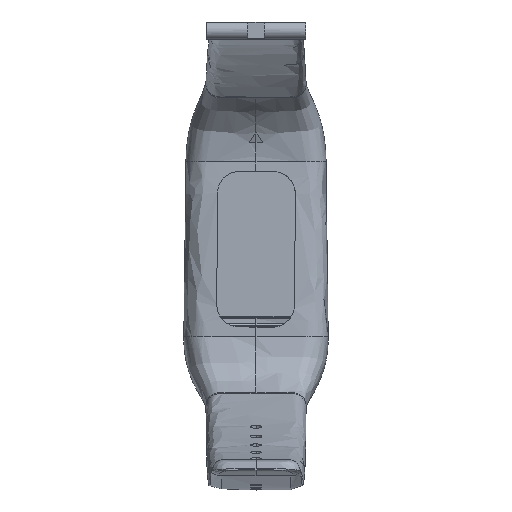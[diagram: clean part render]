
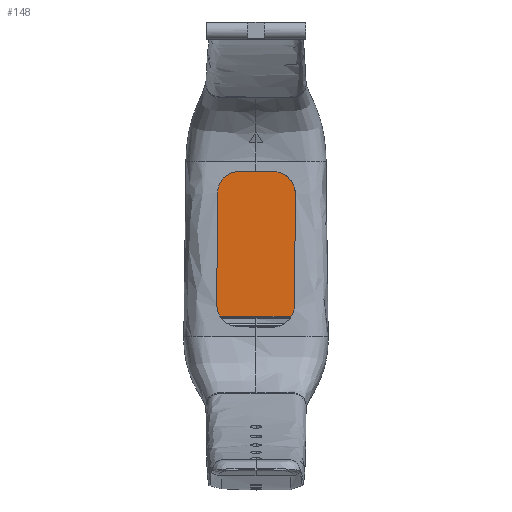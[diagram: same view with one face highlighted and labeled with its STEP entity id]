
A CAD part, front view. The second image highlights one B-rep face of the part: STEP entity #148.
In plain terms, the highlighted planar face has unit normal (0, -1, -0.009).
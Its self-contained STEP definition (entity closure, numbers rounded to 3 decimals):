
#146 = VECTOR ( 'NONE', #14411, 1000. ) ;
#148 = ADVANCED_FACE ( 'NONE', ( #11342 ), #23702, .F. ) ;
#316 = DIRECTION ( 'NONE',  ( 0., 1., 0.009 ) ) ;
#1435 = EDGE_CURVE ( 'NONE', #20939, #7368, #17411, .T. ) ;
#1655 = DIRECTION ( 'NONE',  ( 0., -0.009, 1. ) ) ;
#2969 = CARTESIAN_POINT ( 'NONE',  ( 11.8, 4.167, 20.017 ) ) ;
#3656 = EDGE_CURVE ( 'NONE', #16984, #20939, #14978, .T. ) ;
#4034 = LINE ( 'NONE', #14509, #6779 ) ;
#4378 = EDGE_CURVE ( 'NONE', #16376, #16984, #8928, .T. ) ;
#4439 = ORIENTED_EDGE ( 'NONE', *, *, #11605, .F. ) ;
#4989 = VECTOR ( 'NONE', #9190, 1000. ) ;
#5402 = CARTESIAN_POINT ( 'NONE',  ( -8.817, 4.167, 20.017 ) ) ;
#5558 = VECTOR ( 'NONE', #22413, 1000. ) ;
#6101 = CIRCLE ( 'NONE', #22511, 0.65 ) ;
#6333 = CARTESIAN_POINT ( 'NONE',  ( 7.404, 4.427, -9.75 ) ) ;
#6779 = VECTOR ( 'NONE', #24363, 1000. ) ;
#7368 = VERTEX_POINT ( 'NONE', #25076 ) ;
#8154 = DIRECTION ( 'NONE',  ( 0., 1., 0.009 ) ) ;
#8928 = LINE ( 'NONE', #22538, #4989 ) ;
#9190 = DIRECTION ( 'NONE',  ( 1., 0., 0. ) ) ;
#10664 = CARTESIAN_POINT ( 'NONE',  ( -9.077, 4.427, -9.75 ) ) ;
#10670 = LINE ( 'NONE', #2969, #5558 ) ;
#11041 = CARTESIAN_POINT ( 'NONE',  ( 7.984, 4.167, 20.017 ) ) ;
#11342 = FACE_OUTER_BOUND ( 'NONE', #19867, .T. ) ;
#11583 = EDGE_CURVE ( 'NONE', #16376, #22266, #4034, .T. ) ;
#11605 = EDGE_CURVE ( 'NONE', #22266, #17240, #10670, .T. ) ;
#12593 = ORIENTED_EDGE ( 'NONE', *, *, #3656, .T. ) ;
#13173 = ORIENTED_EDGE ( 'NONE', *, *, #11583, .F. ) ;
#13265 = DIRECTION ( 'NONE',  ( 0., -1., -0.009 ) ) ;
#13510 = ORIENTED_EDGE ( 'NONE', *, *, #20150, .T. ) ;
#14036 = CARTESIAN_POINT ( 'NONE',  ( 8.404, 4.172, 19.521 ) ) ;
#14411 = DIRECTION ( 'NONE',  ( 0., -0.009, 1. ) ) ;
#14494 = CARTESIAN_POINT ( 'NONE',  ( 7.754, 4.452, -12.6 ) ) ;
#14509 = CARTESIAN_POINT ( 'NONE',  ( -8.799, 4.148, 22.18 ) ) ;
#14694 = AXIS2_PLACEMENT_3D ( 'NONE', #24835, #13265, #1655 ) ;
#14978 = CIRCLE ( 'NONE', #14694, 0.35 ) ;
#15350 = CARTESIAN_POINT ( 'NONE',  ( 7.754, 4.424, -9.4 ) ) ;
#15482 = ORIENTED_EDGE ( 'NONE', *, *, #4378, .T. ) ;
#15825 = ORIENTED_EDGE ( 'NONE', *, *, #1435, .T. ) ;
#15900 = DIRECTION ( 'NONE',  ( 0., -0.009, 1. ) ) ;
#16376 = VERTEX_POINT ( 'NONE', #10664 ) ;
#16984 = VERTEX_POINT ( 'NONE', #6333 ) ;
#17240 = VERTEX_POINT ( 'NONE', #11041 ) ;
#17411 = LINE ( 'NONE', #14494, #146 ) ;
#19867 = EDGE_LOOP ( 'NONE', ( #15825, #13510, #4439, #13173, #15482, #12593 ) ) ;
#19900 = DIRECTION ( 'NONE',  ( 0., 0.009, -1. ) ) ;
#20150 = EDGE_CURVE ( 'NONE', #7368, #17240, #6101, .T. ) ;
#20939 = VERTEX_POINT ( 'NONE', #15350 ) ;
#21292 = AXIS2_PLACEMENT_3D ( 'NONE', #21589, #8154, #19900 ) ;
#21589 = CARTESIAN_POINT ( 'NONE',  ( -9.102, 4.452, -12.6 ) ) ;
#22266 = VERTEX_POINT ( 'NONE', #5402 ) ;
#22413 = DIRECTION ( 'NONE',  ( 1., 0., 0. ) ) ;
#22511 = AXIS2_PLACEMENT_3D ( 'NONE', #14036, #316, #15900 ) ;
#22538 = CARTESIAN_POINT ( 'NONE',  ( -9.102, 4.427, -9.75 ) ) ;
#23702 = PLANE ( 'NONE',  #21292 ) ;
#24363 = DIRECTION ( 'NONE',  ( 0.009, -0.009, 1. ) ) ;
#24835 = CARTESIAN_POINT ( 'NONE',  ( 7.404, 4.424, -9.4 ) ) ;
#25076 = CARTESIAN_POINT ( 'NONE',  ( 7.754, 4.172, 19.521 ) ) ;
